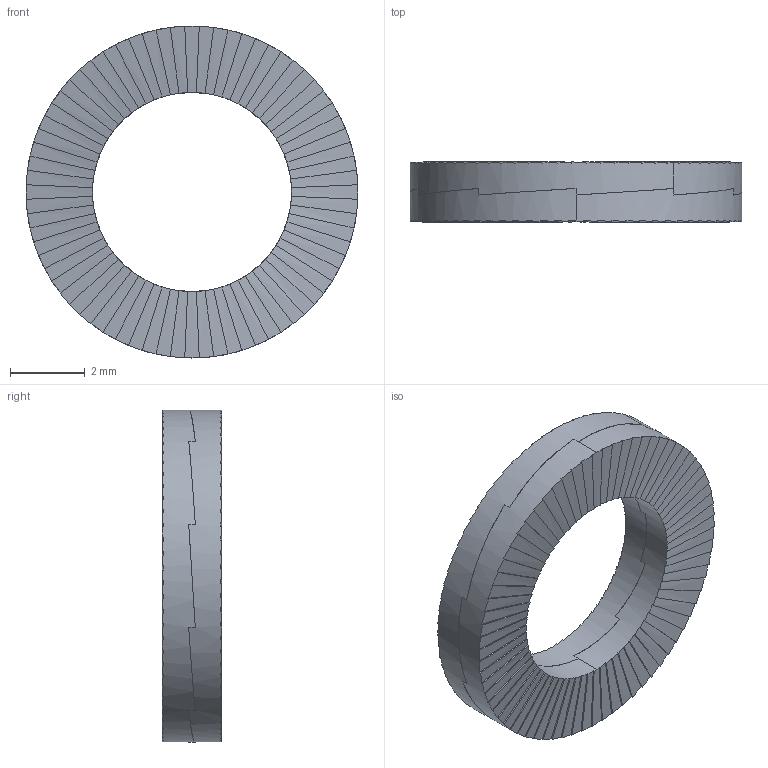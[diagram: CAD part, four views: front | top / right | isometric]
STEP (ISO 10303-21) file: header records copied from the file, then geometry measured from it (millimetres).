
FILE_DESCRIPTION (( 'STEP AP203' ), '1' );
FILE_NAME ('WCP-0286.STEP', '2021-08-30T22:57:31', ( '' ), ( '' ), 'SwSTEP 2.0', 'SolidWorks 2020', '' );
FILE_SCHEMA (( 'CONFIG_CONTROL_DESIGN' ));
Length unit declared in the file: inch
Products named in the file (2): WCP-0286 Rev1; WCP-0286
Assembly tree (2 placements, depth 2):
  WCP-0286
    WCP-0286 Rev1  x2
Bounding box: 8.89 x 1.6 x 8.89 mm (x, y, z)
Volume: 62.3 mm3; surface area: 244.7 mm2
Topology: 2 solids, 2 shells, 336 faces, 1000 edges, 664 vertices
Faces by surface type: plane 164, bspline 164, cylinder 8
Entity records: 7476 total; most frequent: CARTESIAN_POINT 3315, ORIENTED_EDGE 1000, DIRECTION 514, EDGE_CURVE 500, VECTOR 332, VERTEX_POINT 332, LINE 332, ADVANCED_FACE 168
